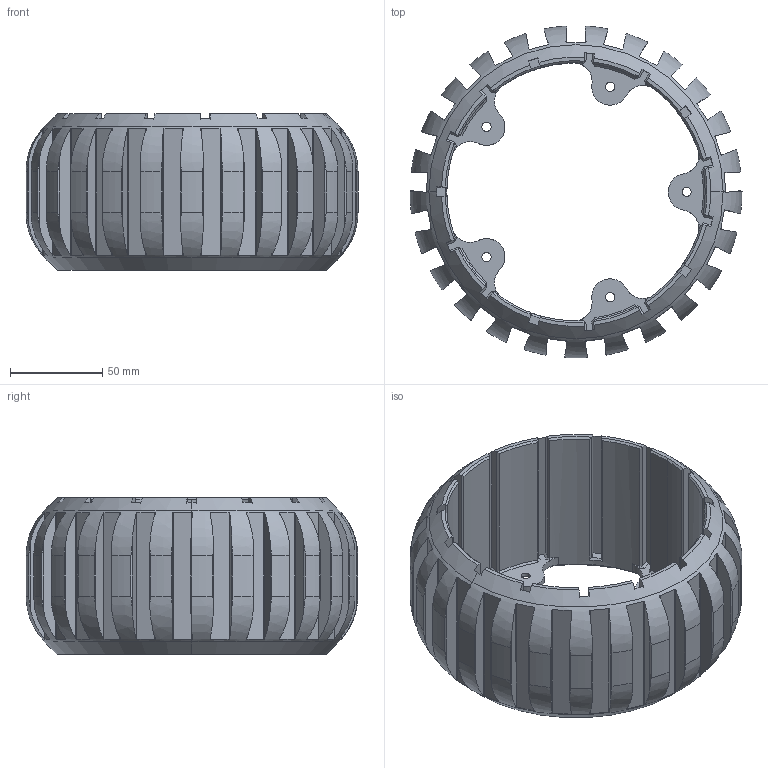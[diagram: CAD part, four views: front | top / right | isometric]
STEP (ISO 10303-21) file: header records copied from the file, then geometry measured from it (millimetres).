
FILE_DESCRIPTION (( 'STEP AP214' ), '1' );
FILE_NAME ('Wheel tyre 03.STEP', '2024-06-11T08:33:31', ( '' ), ( '' ), 'SwSTEP 2.0', 'SolidWorks 2020', '' );
FILE_SCHEMA (( 'AUTOMOTIVE_DESIGN' ));
Length unit declared in the file: millimetre
Products named in the file (1): Wheel tyre 03
Bounding box: 180 x 179.81 x 85 mm (x, y, z)
Volume: 515943 mm3; surface area: 130839.3 mm2
Topology: 1 solids, 1 shells, 497 faces, 1399 edges, 908 vertices
Faces by surface type: plane 221, cylinder 192, cone 76, torus 8
Entity records: 18300 total; most frequent: CARTESIAN_POINT 6115, ORIENTED_EDGE 2798, DIRECTION 2196, EDGE_CURVE 1399, VERTEX_POINT 908, AXIS2_PLACEMENT_3D 769, VECTOR 658, LINE 658
